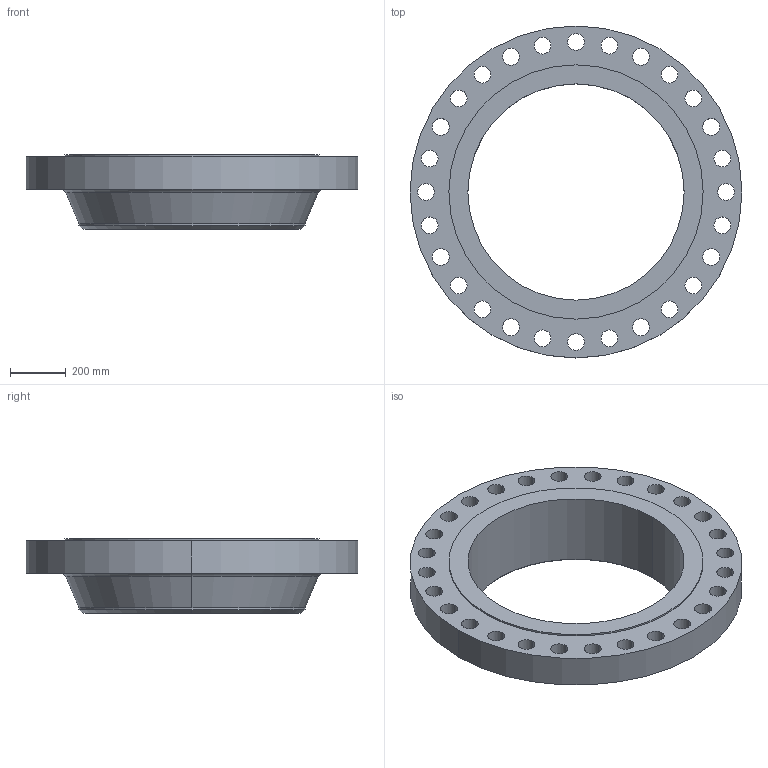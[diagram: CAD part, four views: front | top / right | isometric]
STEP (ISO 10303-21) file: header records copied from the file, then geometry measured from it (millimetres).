
FILE_DESCRIPTION (( 'STEP AP203' ), '1' );
FILE_NAME ('32_600_B1647A_RF_WNF_OB_S40.STEP', '2024-01-18T00:20:58', ( '' ), ( '' ), 'SwSTEP 2.0', 'SolidWorks 2023', '' );
FILE_SCHEMA (( 'CONFIG_CONTROL_DESIGN' ));
Length unit declared in the file: inch
Products named in the file (1): 32_600_B1647A_RF_WNF_OB_S40
Bounding box: 1193.8 x 1193.8 x 266.7 mm (x, y, z)
Volume: 82123874.8 mm3; surface area: 3104567.9 mm2
Topology: 1 solids, 1 shells, 74 faces, 204 edges, 134 vertices
Faces by surface type: cylinder 64, cone 4, plane 4, torus 2
Entity records: 2631 total; most frequent: DIRECTION 490, CARTESIAN_POINT 413, ORIENTED_EDGE 408, AXIS2_PLACEMENT_3D 211, EDGE_CURVE 204, CIRCLE 136, EDGE_LOOP 134, VERTEX_POINT 134
